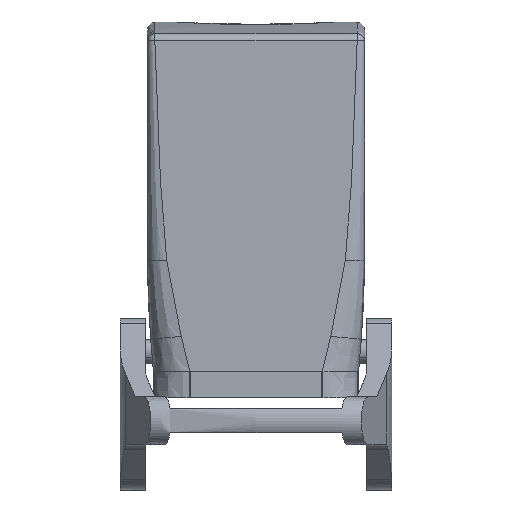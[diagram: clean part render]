
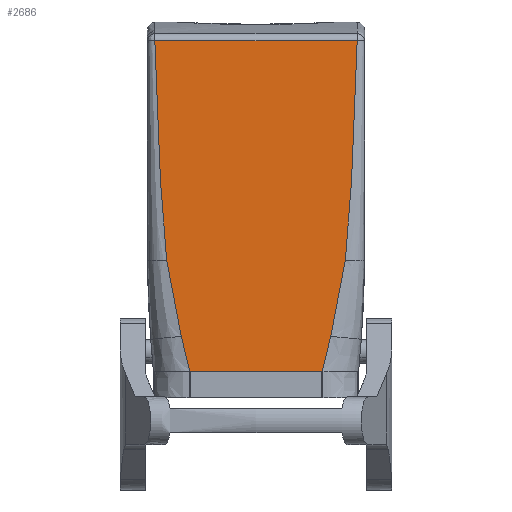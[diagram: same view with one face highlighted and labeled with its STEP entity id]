
A CAD part, front view. The second image highlights one B-rep face of the part: STEP entity #2686.
In plain terms, the highlighted planar face has unit normal (0, -1, 0.013).
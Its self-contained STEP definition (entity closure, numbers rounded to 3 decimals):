
#2573=AXIS2_PLACEMENT_3D('Plane Axis2P3D',#2570,#2571,#2572) ;
#2539=CARTESIAN_POINT('Vertex',(12.841,18.697,32.193)) ;
#2543=CARTESIAN_POINT('Control Point',(9.784,18.906,48.191)) ;
#2544=CARTESIAN_POINT('Control Point',(10.055,18.876,45.92)) ;
#2545=CARTESIAN_POINT('Control Point',(10.391,18.847,43.656)) ;
#2546=CARTESIAN_POINT('Control Point',(10.788,18.817,41.404)) ;
#2547=CARTESIAN_POINT('Control Point',(11.427,18.776,38.207)) ;
#2548=CARTESIAN_POINT('Control Point',(12.151,18.734,35.034)) ;
#2549=CARTESIAN_POINT('Control Point',(12.375,18.722,34.085)) ;
#2550=CARTESIAN_POINT('Control Point',(12.605,18.709,33.138)) ;
#2551=CARTESIAN_POINT('Control Point',(12.841,18.697,32.193)) ;
#2552=CARTESIAN_POINT('Vertex',(9.784,18.906,48.191)) ;
#2570=CARTESIAN_POINT('Axis2P3D Location',(28.5,20.557,174.276)) ;
#2576=CARTESIAN_POINT('Control Point',(7.287,19.508,94.16)) ;
#2577=CARTESIAN_POINT('Control Point',(7.293,19.505,93.956)) ;
#2578=CARTESIAN_POINT('Control Point',(7.299,19.503,93.752)) ;
#2579=CARTESIAN_POINT('Control Point',(7.304,19.5,93.548)) ;
#2580=CARTESIAN_POINT('Control Point',(7.435,19.441,89.075)) ;
#2581=CARTESIAN_POINT('Control Point',(7.58,19.383,84.602)) ;
#2582=CARTESIAN_POINT('Control Point',(7.745,19.327,80.333)) ;
#2583=CARTESIAN_POINT('Control Point',(8.005,19.245,74.087)) ;
#2584=CARTESIAN_POINT('Control Point',(8.307,19.163,67.842)) ;
#2585=CARTESIAN_POINT('Control Point',(8.407,19.138,65.863)) ;
#2586=CARTESIAN_POINT('Control Point',(8.567,19.099,62.901)) ;
#2587=CARTESIAN_POINT('Control Point',(8.75,19.06,59.939)) ;
#2588=CARTESIAN_POINT('Control Point',(8.815,19.047,58.93)) ;
#2589=CARTESIAN_POINT('Control Point',(8.95,19.021,56.957)) ;
#2590=CARTESIAN_POINT('Control Point',(9.106,18.995,54.985)) ;
#2591=CARTESIAN_POINT('Control Point',(9.189,18.982,53.997)) ;
#2592=CARTESIAN_POINT('Control Point',(9.348,18.959,52.242)) ;
#2593=CARTESIAN_POINT('Control Point',(9.527,18.936,50.489)) ;
#2594=CARTESIAN_POINT('Control Point',(9.609,18.926,49.723)) ;
#2595=CARTESIAN_POINT('Control Point',(9.695,18.916,48.957)) ;
#2596=CARTESIAN_POINT('Control Point',(9.784,18.906,48.191)) ;
#2597=CARTESIAN_POINT('Vertex',(7.287,19.508,94.16)) ;
#2601=CARTESIAN_POINT('Control Point',(12.841,18.697,32.193)) ;
#2602=CARTESIAN_POINT('Control Point',(12.887,18.694,32.006)) ;
#2603=CARTESIAN_POINT('Control Point',(12.932,18.692,31.819)) ;
#2604=CARTESIAN_POINT('Control Point',(12.978,18.689,31.632)) ;
#2605=CARTESIAN_POINT('Control Point',(13.341,18.67,30.144)) ;
#2606=CARTESIAN_POINT('Control Point',(13.703,18.65,28.656)) ;
#2607=CARTESIAN_POINT('Control Point',(14.007,18.634,27.403)) ;
#2608=CARTESIAN_POINT('Control Point',(14.32,18.617,26.102)) ;
#2609=CARTESIAN_POINT('Control Point',(14.631,18.6,24.8)) ;
#2610=CARTESIAN_POINT('Vertex',(14.631,18.6,24.8)) ;
#2613=CARTESIAN_POINT('Line Origine',(28.5,18.6,24.8)) ;
#2617=CARTESIAN_POINT('Vertex',(42.369,18.6,24.8)) ;
#2621=CARTESIAN_POINT('Control Point',(44.159,18.697,32.193)) ;
#2622=CARTESIAN_POINT('Control Point',(44.113,18.694,32.006)) ;
#2623=CARTESIAN_POINT('Control Point',(44.068,18.692,31.819)) ;
#2624=CARTESIAN_POINT('Control Point',(44.022,18.689,31.632)) ;
#2625=CARTESIAN_POINT('Control Point',(43.659,18.67,30.144)) ;
#2626=CARTESIAN_POINT('Control Point',(43.297,18.65,28.656)) ;
#2627=CARTESIAN_POINT('Control Point',(42.993,18.634,27.403)) ;
#2628=CARTESIAN_POINT('Control Point',(42.68,18.617,26.102)) ;
#2629=CARTESIAN_POINT('Control Point',(42.369,18.6,24.8)) ;
#2630=CARTESIAN_POINT('Vertex',(44.159,18.697,32.193)) ;
#2634=CARTESIAN_POINT('Control Point',(47.216,18.906,48.191)) ;
#2635=CARTESIAN_POINT('Control Point',(46.945,18.876,45.92)) ;
#2636=CARTESIAN_POINT('Control Point',(46.609,18.847,43.656)) ;
#2637=CARTESIAN_POINT('Control Point',(46.212,18.817,41.404)) ;
#2638=CARTESIAN_POINT('Control Point',(45.573,18.776,38.207)) ;
#2639=CARTESIAN_POINT('Control Point',(44.849,18.734,35.034)) ;
#2640=CARTESIAN_POINT('Control Point',(44.625,18.722,34.085)) ;
#2641=CARTESIAN_POINT('Control Point',(44.395,18.709,33.138)) ;
#2642=CARTESIAN_POINT('Control Point',(44.159,18.697,32.193)) ;
#2643=CARTESIAN_POINT('Vertex',(47.216,18.906,48.191)) ;
#2647=CARTESIAN_POINT('Control Point',(49.713,19.508,94.16)) ;
#2648=CARTESIAN_POINT('Control Point',(49.707,19.505,93.956)) ;
#2649=CARTESIAN_POINT('Control Point',(49.701,19.503,93.752)) ;
#2650=CARTESIAN_POINT('Control Point',(49.696,19.5,93.548)) ;
#2651=CARTESIAN_POINT('Control Point',(49.565,19.441,89.075)) ;
#2652=CARTESIAN_POINT('Control Point',(49.42,19.383,84.602)) ;
#2653=CARTESIAN_POINT('Control Point',(49.255,19.327,80.333)) ;
#2654=CARTESIAN_POINT('Control Point',(48.995,19.245,74.087)) ;
#2655=CARTESIAN_POINT('Control Point',(48.693,19.163,67.842)) ;
#2656=CARTESIAN_POINT('Control Point',(48.593,19.138,65.863)) ;
#2657=CARTESIAN_POINT('Control Point',(48.433,19.099,62.901)) ;
#2658=CARTESIAN_POINT('Control Point',(48.25,19.06,59.939)) ;
#2659=CARTESIAN_POINT('Control Point',(48.185,19.047,58.93)) ;
#2660=CARTESIAN_POINT('Control Point',(48.05,19.021,56.957)) ;
#2661=CARTESIAN_POINT('Control Point',(47.894,18.995,54.985)) ;
#2662=CARTESIAN_POINT('Control Point',(47.811,18.982,53.997)) ;
#2663=CARTESIAN_POINT('Control Point',(47.652,18.959,52.242)) ;
#2664=CARTESIAN_POINT('Control Point',(47.473,18.936,50.489)) ;
#2665=CARTESIAN_POINT('Control Point',(47.391,18.926,49.723)) ;
#2666=CARTESIAN_POINT('Control Point',(47.305,18.916,48.957)) ;
#2667=CARTESIAN_POINT('Control Point',(47.216,18.906,48.191)) ;
#2668=CARTESIAN_POINT('Vertex',(49.713,19.508,94.16)) ;
#2671=CARTESIAN_POINT('Line Origine',(28.5,19.508,94.16)) ;
#2571=DIRECTION('Axis2P3D Direction',(0.,-1.,0.013)) ;
#2572=DIRECTION('Axis2P3D XDirection',(-1.,0.,0.)) ;
#2614=DIRECTION('Vector Direction',(-1.,0.,0.)) ;
#2672=DIRECTION('Vector Direction',(1.,0.,0.)) ;
#2615=VECTOR('Line Direction',#2614,1.) ;
#2673=VECTOR('Line Direction',#2672,1.) ;
#2677=ORIENTED_EDGE('',*,*,#2599,.F.) ;
#2678=ORIENTED_EDGE('',*,*,#2554,.F.) ;
#2679=ORIENTED_EDGE('',*,*,#2612,.F.) ;
#2680=ORIENTED_EDGE('',*,*,#2619,.T.) ;
#2681=ORIENTED_EDGE('',*,*,#2632,.T.) ;
#2682=ORIENTED_EDGE('',*,*,#2645,.T.) ;
#2683=ORIENTED_EDGE('',*,*,#2670,.T.) ;
#2684=ORIENTED_EDGE('',*,*,#2675,.F.) ;
#2686=ADVANCED_FACE('Hauptk\X2\00F6\X0\rper',(#2685),#2574,.T.) ;
#2542=B_SPLINE_CURVE_WITH_KNOTS('',5,(#2543,#2544,#2545,#2546,#2547,#2548,#2549,#2550,#2551),.UNSPECIFIED.,.F.,.U.,(6,3,6),(109.696,129.733,138.317),.UNSPECIFIED.) ;
#2575=B_SPLINE_CURVE_WITH_KNOTS('',5,(#2576,#2577,#2578,#2579,#2580,#2581,#2582,#2583,#2584,#2585,#2586,#2587,#2588,#2589,#2590,#2591,#2592,#2593,#2594,#2595,#2596),.UNSPECIFIED.,.F.,.U.,(6,3,3,3,3,3,6),(29.848,31.616,68.6,85.748,94.285,102.864,109.524),.UNSPECIFIED.) ;
#2600=B_SPLINE_CURVE_WITH_KNOTS('',5,(#2601,#2602,#2603,#2604,#2605,#2606,#2607,#2608,#2609),.UNSPECIFIED.,.F.,.U.,(6,3,6),(135.382,137.042,148.596),.UNSPECIFIED.) ;
#2620=B_SPLINE_CURVE_WITH_KNOTS('',5,(#2621,#2622,#2623,#2624,#2625,#2626,#2627,#2628,#2629),.UNSPECIFIED.,.F.,.U.,(6,3,6),(135.382,137.042,148.596),.UNSPECIFIED.) ;
#2633=B_SPLINE_CURVE_WITH_KNOTS('',5,(#2634,#2635,#2636,#2637,#2638,#2639,#2640,#2641,#2642),.UNSPECIFIED.,.F.,.U.,(6,3,6),(109.696,129.733,138.317),.UNSPECIFIED.) ;
#2646=B_SPLINE_CURVE_WITH_KNOTS('',5,(#2647,#2648,#2649,#2650,#2651,#2652,#2653,#2654,#2655,#2656,#2657,#2658,#2659,#2660,#2661,#2662,#2663,#2664,#2665,#2666,#2667),.UNSPECIFIED.,.F.,.U.,(6,3,3,3,3,3,6),(29.848,31.616,68.6,85.748,94.285,102.864,109.524),.UNSPECIFIED.) ;
#2554=EDGE_CURVE('',#2540,#2553,#2542,.F.) ;
#2599=EDGE_CURVE('',#2553,#2598,#2575,.F.) ;
#2612=EDGE_CURVE('',#2611,#2540,#2600,.F.) ;
#2619=EDGE_CURVE('',#2611,#2618,#2616,.F.) ;
#2632=EDGE_CURVE('',#2618,#2631,#2620,.F.) ;
#2645=EDGE_CURVE('',#2631,#2644,#2633,.F.) ;
#2670=EDGE_CURVE('',#2644,#2669,#2646,.F.) ;
#2675=EDGE_CURVE('',#2598,#2669,#2674,.T.) ;
#2676=EDGE_LOOP('',(#2677,#2678,#2679,#2680,#2681,#2682,#2683,#2684)) ;
#2685=FACE_OUTER_BOUND('',#2676,.T.) ;
#2616=LINE('Line',#2613,#2615) ;
#2674=LINE('Line',#2671,#2673) ;
#2574=PLANE('',#2573) ;
#2540=VERTEX_POINT('',#2539) ;
#2553=VERTEX_POINT('',#2552) ;
#2598=VERTEX_POINT('',#2597) ;
#2611=VERTEX_POINT('',#2610) ;
#2618=VERTEX_POINT('',#2617) ;
#2631=VERTEX_POINT('',#2630) ;
#2644=VERTEX_POINT('',#2643) ;
#2669=VERTEX_POINT('',#2668) ;
